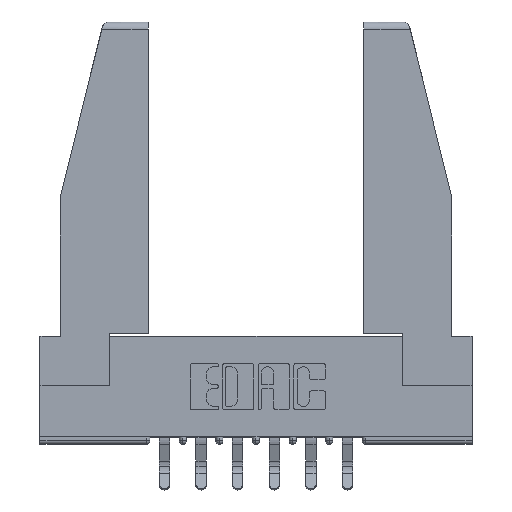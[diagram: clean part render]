
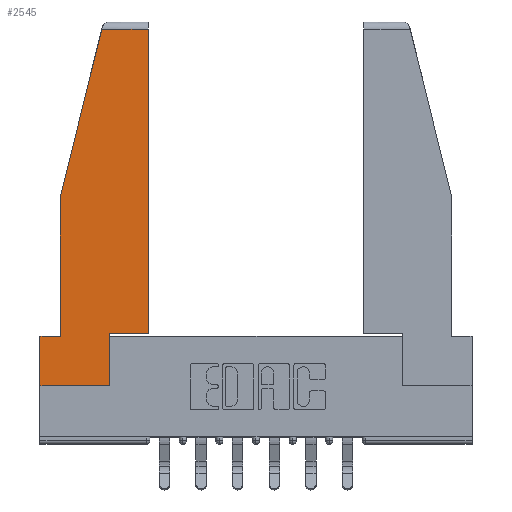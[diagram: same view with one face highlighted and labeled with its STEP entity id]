
A CAD part, top view. The second image highlights one B-rep face of the part: STEP entity #2545.
In plain terms, the highlighted planar face has unit normal (0, 0, 1).
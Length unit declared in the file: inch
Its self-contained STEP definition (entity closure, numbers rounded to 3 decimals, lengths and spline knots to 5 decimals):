
#63 = VECTOR ( 'NONE', #9839, 39.37008 ) ;
#468 = CARTESIAN_POINT ( 'NONE',  ( 0., 0.21, 0. ) ) ;
#594 = VERTEX_POINT ( 'NONE', #7163 ) ;
#672 = ORIENTED_EDGE ( 'NONE', *, *, #2083, .T. ) ;
#1560 = DIRECTION ( 'NONE',  ( 1., 0., 0. ) ) ;
#2083 = EDGE_CURVE ( 'NONE', #4640, #11994, #2194, .T. ) ;
#2137 = VERTEX_POINT ( 'NONE', #9071 ) ;
#2194 = LINE ( 'NONE', #468, #10569 ) ;
#2261 = EDGE_CURVE ( 'NONE', #11863, #3665, #5166, .T. ) ;
#2280 = DIRECTION ( 'NONE',  ( 1., 0., 0. ) ) ;
#2545 = ADVANCED_FACE ( 'NONE', ( #9724 ), #3288, .T. ) ;
#2573 = VERTEX_POINT ( 'NONE', #7642 ) ;
#2594 = VECTOR ( 'NONE', #1560, 39.37008 ) ;
#2670 = EDGE_CURVE ( 'NONE', #11994, #2137, #5630, .T. ) ;
#2892 = DIRECTION ( 'NONE',  ( -1., 0., 0. ) ) ;
#2997 = VECTOR ( 'NONE', #4113, 39.37008 ) ;
#3288 = PLANE ( 'NONE',  #6436 ) ;
#3494 = CARTESIAN_POINT ( 'NONE',  ( 0.297, 0., 0. ) ) ;
#3499 = CARTESIAN_POINT ( 'NONE',  ( 0.297, 0.223, 0. ) ) ;
#3577 = LINE ( 'NONE', #3499, #2594 ) ;
#3665 = VERTEX_POINT ( 'NONE', #9275 ) ;
#3747 = ORIENTED_EDGE ( 'NONE', *, *, #2261, .T. ) ;
#3851 = VECTOR ( 'NONE', #12918, 39.37008 ) ;
#4113 = DIRECTION ( 'NONE',  ( -0.239, -0.971, 0. ) ) ;
#4171 = ORIENTED_EDGE ( 'NONE', *, *, #8833, .T. ) ;
#4516 = VECTOR ( 'NONE', #13382, 39.37008 ) ;
#4519 = CARTESIAN_POINT ( 'NONE',  ( 0., 0., 0. ) ) ;
#4640 = VERTEX_POINT ( 'NONE', #7936 ) ;
#5166 = LINE ( 'NONE', #11340, #5645 ) ;
#5589 = EDGE_CURVE ( 'NONE', #594, #4640, #10157, .T. ) ;
#5599 = DIRECTION ( 'NONE',  ( -1., 0., 0. ) ) ;
#5630 = LINE ( 'NONE', #12945, #63 ) ;
#5645 = VECTOR ( 'NONE', #2892, 39.37008 ) ;
#5651 = VERTEX_POINT ( 'NONE', #3494 ) ;
#6071 = ORIENTED_EDGE ( 'NONE', *, *, #9091, .T. ) ;
#6147 = EDGE_LOOP ( 'NONE', ( #4171, #3747, #9172, #13471, #672, #6516, #11237, #6071, #11987 ) ) ;
#6314 = EDGE_CURVE ( 'NONE', #10534, #2573, #3577, .T. ) ;
#6436 = AXIS2_PLACEMENT_3D ( 'NONE', #4519, #11769, #2280 ) ;
#6516 = ORIENTED_EDGE ( 'NONE', *, *, #2670, .T. ) ;
#7163 = CARTESIAN_POINT ( 'NONE',  ( 0.086, 0.8, 0. ) ) ;
#7320 = LINE ( 'NONE', #9768, #3851 ) ;
#7642 = CARTESIAN_POINT ( 'NONE',  ( 0.461, 0.223, 0. ) ) ;
#7936 = CARTESIAN_POINT ( 'NONE',  ( 0.086, 0.21, 0. ) ) ;
#8538 = DIRECTION ( 'NONE',  ( 0., -1., 0. ) ) ;
#8560 = LINE ( 'NONE', #10412, #2997 ) ;
#8724 = VECTOR ( 'NONE', #9086, 39.37008 ) ;
#8833 = EDGE_CURVE ( 'NONE', #2573, #11863, #10924, .T. ) ;
#9008 = VECTOR ( 'NONE', #8538, 39.37008 ) ;
#9071 = CARTESIAN_POINT ( 'NONE',  ( 0., 0., 0. ) ) ;
#9086 = DIRECTION ( 'NONE',  ( 1., 0., 0. ) ) ;
#9091 = EDGE_CURVE ( 'NONE', #5651, #10534, #7320, .T. ) ;
#9172 = ORIENTED_EDGE ( 'NONE', *, *, #10763, .T. ) ;
#9275 = CARTESIAN_POINT ( 'NONE',  ( 0.2636, 1.52, 0. ) ) ;
#9315 = CARTESIAN_POINT ( 'NONE',  ( 0.461, 0.223, 0. ) ) ;
#9724 = FACE_OUTER_BOUND ( 'NONE', #6147, .T. ) ;
#9768 = CARTESIAN_POINT ( 'NONE',  ( 0.297, 0., 0. ) ) ;
#9839 = DIRECTION ( 'NONE',  ( 0., -1., 0. ) ) ;
#10157 = LINE ( 'NONE', #11837, #9008 ) ;
#10412 = CARTESIAN_POINT ( 'NONE',  ( 0.271, 1.55, 0. ) ) ;
#10415 = EDGE_CURVE ( 'NONE', #2137, #5651, #11205, .T. ) ;
#10534 = VERTEX_POINT ( 'NONE', #12394 ) ;
#10569 = VECTOR ( 'NONE', #5599, 39.37008 ) ;
#10763 = EDGE_CURVE ( 'NONE', #3665, #594, #8560, .T. ) ;
#10924 = LINE ( 'NONE', #9315, #4516 ) ;
#11205 = LINE ( 'NONE', #11218, #8724 ) ;
#11218 = CARTESIAN_POINT ( 'NONE',  ( 0., 0., 0. ) ) ;
#11237 = ORIENTED_EDGE ( 'NONE', *, *, #10415, .T. ) ;
#11340 = CARTESIAN_POINT ( 'NONE',  ( 0., 1.52, 0. ) ) ;
#11622 = CARTESIAN_POINT ( 'NONE',  ( 0.461, 1.52, 0. ) ) ;
#11769 = DIRECTION ( 'NONE',  ( 0., 0., 1. ) ) ;
#11837 = CARTESIAN_POINT ( 'NONE',  ( 0.086, 0.8, 0. ) ) ;
#11863 = VERTEX_POINT ( 'NONE', #11622 ) ;
#11987 = ORIENTED_EDGE ( 'NONE', *, *, #6314, .T. ) ;
#11994 = VERTEX_POINT ( 'NONE', #13308 ) ;
#12394 = CARTESIAN_POINT ( 'NONE',  ( 0.297, 0.223, 0. ) ) ;
#12918 = DIRECTION ( 'NONE',  ( 0., 1., 0. ) ) ;
#12945 = CARTESIAN_POINT ( 'NONE',  ( 0., 0.21, 0. ) ) ;
#13308 = CARTESIAN_POINT ( 'NONE',  ( 0., 0.21, 0. ) ) ;
#13382 = DIRECTION ( 'NONE',  ( 0., 1., 0. ) ) ;
#13471 = ORIENTED_EDGE ( 'NONE', *, *, #5589, .T. ) ;
